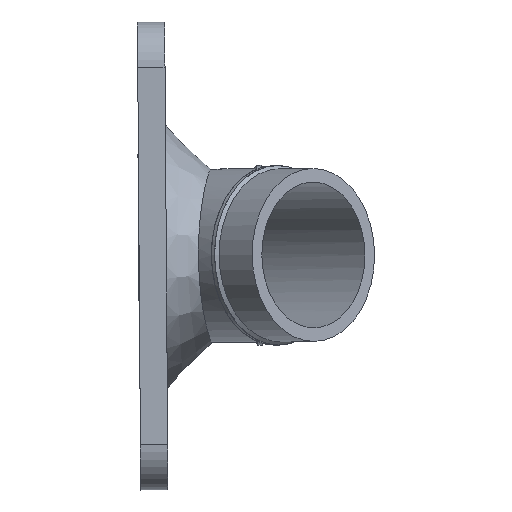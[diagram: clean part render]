
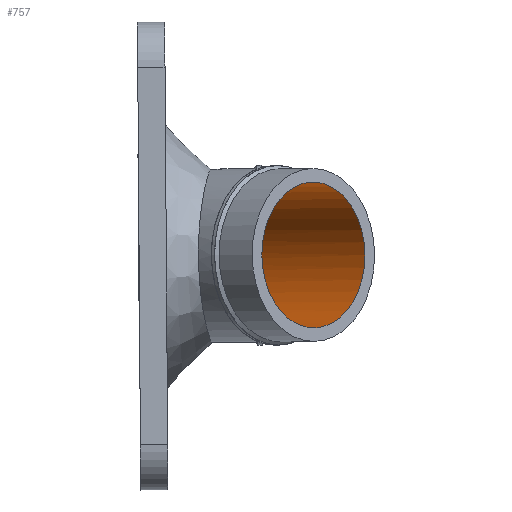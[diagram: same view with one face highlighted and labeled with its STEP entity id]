
A CAD part, left-side view. The second image highlights one B-rep face of the part: STEP entity #757.
In plain terms, the highlighted cylindrical face has radius 8.025 mm (diameter 16.05 mm), a full revolution.
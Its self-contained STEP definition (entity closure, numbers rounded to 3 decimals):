
#23=ELLIPSE('',#854,11.349,8.025);
#24=ELLIPSE('',#855,11.349,8.025);
#35=CYLINDRICAL_SURFACE('',#853,8.025);
#83=LINE('',#1479,#130);
#130=VECTOR('',#1034,8.025);
#207=CIRCLE('',#838,8.025);
#214=CIRCLE('',#852,8.025);
#251=FACE_OUTER_BOUND('',#305,.T.);
#305=EDGE_LOOP('',(#620,#621,#622,#623,#624,#625));
#379=VERTEX_POINT('',#1448);
#386=VERTEX_POINT('',#1473);
#387=VERTEX_POINT('',#1474);
#388=VERTEX_POINT('',#1478);
#460=EDGE_CURVE('',#379,#379,#207,.T.);
#472=EDGE_CURVE('',#387,#386,#214,.T.);
#473=EDGE_CURVE('',#379,#388,#83,.T.);
#474=EDGE_CURVE('',#387,#388,#23,.T.);
#475=EDGE_CURVE('',#388,#386,#24,.T.);
#620=ORIENTED_EDGE('',*,*,#460,.F.);
#621=ORIENTED_EDGE('',*,*,#473,.T.);
#622=ORIENTED_EDGE('',*,*,#474,.F.);
#623=ORIENTED_EDGE('',*,*,#472,.T.);
#624=ORIENTED_EDGE('',*,*,#475,.F.);
#625=ORIENTED_EDGE('',*,*,#473,.F.);
#757=ADVANCED_FACE('',(#251),#35,.F.);
#838=AXIS2_PLACEMENT_3D('',#1449,#997,#998);
#852=AXIS2_PLACEMENT_3D('',#1476,#1030,#1031);
#853=AXIS2_PLACEMENT_3D('',#1477,#1032,#1033);
#854=AXIS2_PLACEMENT_3D('',#1480,#1035,#1036);
#855=AXIS2_PLACEMENT_3D('',#1481,#1037,#1038);
#997=DIRECTION('center_axis',(0.707,0.707,-0.007));
#998=DIRECTION('ref_axis',(0.707,-0.707,0.));
#1030=DIRECTION('center_axis',(0.707,0.707,-0.007));
#1031=DIRECTION('ref_axis',(0.707,-0.707,0.));
#1032=DIRECTION('center_axis',(0.707,0.707,-0.007));
#1033=DIRECTION('ref_axis',(0.707,-0.707,0.));
#1034=DIRECTION('',(0.707,0.707,-0.007));
#1035=DIRECTION('center_axis',(0.,-1.,
0.007));
#1036=DIRECTION('ref_axis',(1.,0.,-0.003));
#1037=DIRECTION('center_axis',(0.,-1.,
0.007));
#1038=DIRECTION('ref_axis',(1.,0.,-0.003));
#1448=CARTESIAN_POINT('',(6.491,-83.645,49.708));
#1449=CARTESIAN_POINT('Origin',(12.166,-89.32,49.708));
#1473=CARTESIAN_POINT('',(41.049,-70.161,45.333));
#1474=CARTESIAN_POINT('',(41.073,-70.103,53.648));
#1476=CARTESIAN_POINT('Origin',(36.207,-65.279,49.471));
#1477=CARTESIAN_POINT('Origin',(14.287,-87.199,49.687));
#1478=CARTESIAN_POINT('',(20.005,-70.132,49.575));
#1479=CARTESIAN_POINT('',(8.613,-81.524,49.687));
#1480=CARTESIAN_POINT('Origin',(31.354,-70.132,49.519));
#1481=CARTESIAN_POINT('Origin',(31.354,-70.132,49.519));
